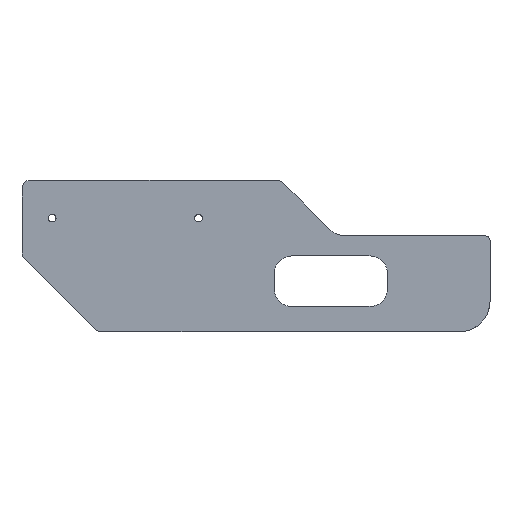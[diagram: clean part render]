
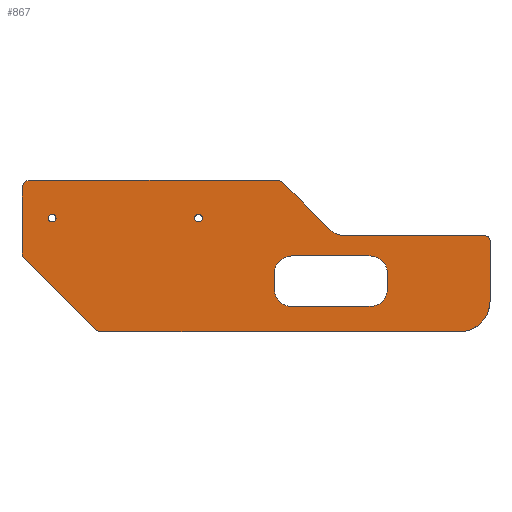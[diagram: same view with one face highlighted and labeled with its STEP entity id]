
A CAD part, top view. The second image highlights one B-rep face of the part: STEP entity #867.
In plain terms, the highlighted planar face has unit normal (0, 0, 1).
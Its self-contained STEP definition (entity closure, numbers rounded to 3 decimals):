
#44=FACE_BOUND('',#159,.T.);
#45=FACE_BOUND('',#160,.T.);
#46=FACE_BOUND('',#161,.T.);
#70=PLANE('',#950);
#109=FACE_OUTER_BOUND('',#158,.T.);
#158=EDGE_LOOP('',(#741,#742,#743,#744,#745,#746,#747,#748,#749,#750,#751,
#752,#753,#754));
#159=EDGE_LOOP('',(#755));
#160=EDGE_LOOP('',(#756));
#161=EDGE_LOOP('',(#757,#758,#759,#760,#761,#762,#763,#764));
#209=LINE('',#1663,#286);
#212=LINE('',#1671,#289);
#216=LINE('',#1685,#293);
#232=LINE('',#1814,#309);
#235=LINE('',#1819,#312);
#236=LINE('',#1823,#313);
#237=LINE('',#1826,#314);
#238=LINE('',#1832,#315);
#239=LINE('',#1836,#316);
#240=LINE('',#1840,#317);
#241=LINE('',#1843,#318);
#286=VECTOR('',#1069,10.);
#289=VECTOR('',#1078,10.);
#293=VECTOR('',#1088,10.);
#309=VECTOR('',#1134,10.);
#312=VECTOR('',#1139,10.);
#313=VECTOR('',#1142,10.);
#314=VECTOR('',#1145,10.);
#315=VECTOR('',#1150,10.);
#316=VECTOR('',#1153,10.);
#317=VECTOR('',#1156,10.);
#318=VECTOR('',#1159,10.);
#337=CIRCLE('',#906,1.5);
#340=CIRCLE('',#911,1.5);
#352=CIRCLE('',#927,3.);
#353=CIRCLE('',#930,3.);
#354=CIRCLE('',#933,3.);
#360=CIRCLE('',#948,2.);
#361=CIRCLE('',#951,8.562);
#362=CIRCLE('',#952,3.);
#363=CIRCLE('',#953,12.);
#364=CIRCLE('',#954,7.);
#365=CIRCLE('',#955,7.);
#366=CIRCLE('',#956,7.);
#367=CIRCLE('',#957,7.);
#380=VERTEX_POINT('',#1254);
#383=VERTEX_POINT('',#1264);
#417=VERTEX_POINT('',#1655);
#418=VERTEX_POINT('',#1657);
#419=VERTEX_POINT('',#1661);
#420=VERTEX_POINT('',#1665);
#421=VERTEX_POINT('',#1669);
#422=VERTEX_POINT('',#1673);
#424=VERTEX_POINT('',#1683);
#437=VERTEX_POINT('',#1807);
#438=VERTEX_POINT('',#1808);
#439=VERTEX_POINT('',#1813);
#440=VERTEX_POINT('',#1818);
#441=VERTEX_POINT('',#1820);
#442=VERTEX_POINT('',#1822);
#443=VERTEX_POINT('',#1824);
#444=VERTEX_POINT('',#1828);
#445=VERTEX_POINT('',#1829);
#446=VERTEX_POINT('',#1831);
#447=VERTEX_POINT('',#1833);
#448=VERTEX_POINT('',#1835);
#449=VERTEX_POINT('',#1837);
#450=VERTEX_POINT('',#1839);
#451=VERTEX_POINT('',#1841);
#465=EDGE_CURVE('',#380,#380,#337,.F.);
#470=EDGE_CURVE('',#383,#383,#340,.F.);
#512=EDGE_CURVE('',#417,#418,#352,.T.);
#515=EDGE_CURVE('',#417,#419,#209,.T.);
#517=EDGE_CURVE('',#420,#419,#353,.T.);
#519=EDGE_CURVE('',#420,#421,#212,.T.);
#521=EDGE_CURVE('',#422,#421,#354,.T.);
#525=EDGE_CURVE('',#422,#424,#216,.T.);
#547=EDGE_CURVE('',#437,#438,#360,.T.);
#550=EDGE_CURVE('',#439,#438,#232,.F.);
#553=EDGE_CURVE('',#437,#440,#235,.T.);
#554=EDGE_CURVE('',#441,#440,#361,.T.);
#555=EDGE_CURVE('',#441,#442,#236,.T.);
#556=EDGE_CURVE('',#443,#442,#362,.T.);
#557=EDGE_CURVE('',#443,#418,#237,.T.);
#558=EDGE_CURVE('',#439,#424,#363,.T.);
#559=EDGE_CURVE('',#444,#445,#364,.T.);
#560=EDGE_CURVE('',#445,#446,#238,.T.);
#561=EDGE_CURVE('',#446,#447,#365,.T.);
#562=EDGE_CURVE('',#447,#448,#239,.T.);
#563=EDGE_CURVE('',#448,#449,#366,.T.);
#564=EDGE_CURVE('',#449,#450,#240,.T.);
#565=EDGE_CURVE('',#450,#451,#367,.T.);
#566=EDGE_CURVE('',#451,#444,#241,.T.);
#741=ORIENTED_EDGE('',*,*,#547,.F.);
#742=ORIENTED_EDGE('',*,*,#553,.T.);
#743=ORIENTED_EDGE('',*,*,#554,.F.);
#744=ORIENTED_EDGE('',*,*,#555,.T.);
#745=ORIENTED_EDGE('',*,*,#556,.F.);
#746=ORIENTED_EDGE('',*,*,#557,.T.);
#747=ORIENTED_EDGE('',*,*,#512,.F.);
#748=ORIENTED_EDGE('',*,*,#515,.T.);
#749=ORIENTED_EDGE('',*,*,#517,.F.);
#750=ORIENTED_EDGE('',*,*,#519,.T.);
#751=ORIENTED_EDGE('',*,*,#521,.F.);
#752=ORIENTED_EDGE('',*,*,#525,.T.);
#753=ORIENTED_EDGE('',*,*,#558,.F.);
#754=ORIENTED_EDGE('',*,*,#550,.T.);
#755=ORIENTED_EDGE('',*,*,#465,.T.);
#756=ORIENTED_EDGE('',*,*,#470,.T.);
#757=ORIENTED_EDGE('',*,*,#559,.T.);
#758=ORIENTED_EDGE('',*,*,#560,.T.);
#759=ORIENTED_EDGE('',*,*,#561,.T.);
#760=ORIENTED_EDGE('',*,*,#562,.T.);
#761=ORIENTED_EDGE('',*,*,#563,.T.);
#762=ORIENTED_EDGE('',*,*,#564,.T.);
#763=ORIENTED_EDGE('',*,*,#565,.T.);
#764=ORIENTED_EDGE('',*,*,#566,.T.);
#867=ADVANCED_FACE('',(#109,#44,#45,#46),#70,.T.);
#906=AXIS2_PLACEMENT_3D('',#1255,#998,#999);
#911=AXIS2_PLACEMENT_3D('',#1265,#1010,#1011);
#927=AXIS2_PLACEMENT_3D('',#1658,#1063,#1064);
#930=AXIS2_PLACEMENT_3D('',#1667,#1073,#1074);
#933=AXIS2_PLACEMENT_3D('',#1675,#1082,#1083);
#948=AXIS2_PLACEMENT_3D('',#1809,#1128,#1129);
#950=AXIS2_PLACEMENT_3D('',#1817,#1137,#1138);
#951=AXIS2_PLACEMENT_3D('',#1821,#1140,#1141);
#952=AXIS2_PLACEMENT_3D('',#1825,#1143,#1144);
#953=AXIS2_PLACEMENT_3D('',#1827,#1146,#1147);
#954=AXIS2_PLACEMENT_3D('',#1830,#1148,#1149);
#955=AXIS2_PLACEMENT_3D('',#1834,#1151,#1152);
#956=AXIS2_PLACEMENT_3D('',#1838,#1154,#1155);
#957=AXIS2_PLACEMENT_3D('',#1842,#1157,#1158);
#998=DIRECTION('center_axis',(0.,0.,1.));
#999=DIRECTION('ref_axis',(1.,0.,0.));
#1010=DIRECTION('center_axis',(0.,0.,1.));
#1011=DIRECTION('ref_axis',(1.,0.,0.));
#1063=DIRECTION('center_axis',(0.,0.,-1.));
#1064=DIRECTION('ref_axis',(-0.707,0.707,0.));
#1069=DIRECTION('',(0.,-1.,0.));
#1073=DIRECTION('center_axis',(0.,0.,-1.));
#1074=DIRECTION('ref_axis',(-0.924,-0.383,0.));
#1078=DIRECTION('',(0.707,-0.707,0.));
#1082=DIRECTION('center_axis',(0.,0.,-1.));
#1083=DIRECTION('ref_axis',(-0.383,-0.924,0.));
#1088=DIRECTION('',(1.,0.,0.));
#1128=DIRECTION('center_axis',(0.,0.,-1.));
#1129=DIRECTION('ref_axis',(0.707,0.707,0.));
#1134=DIRECTION('',(0.,-1.,0.));
#1137=DIRECTION('center_axis',(0.,0.,1.));
#1138=DIRECTION('ref_axis',(1.,0.,0.));
#1139=DIRECTION('',(-1.,0.,0.));
#1140=DIRECTION('center_axis',(0.,0.,1.));
#1141=DIRECTION('ref_axis',(-0.383,-0.924,0.));
#1142=DIRECTION('',(-0.707,0.707,0.));
#1143=DIRECTION('center_axis',(0.,0.,-1.));
#1144=DIRECTION('ref_axis',(0.383,0.924,0.));
#1145=DIRECTION('',(-1.,0.,0.));
#1146=DIRECTION('center_axis',(0.,0.,-1.));
#1147=DIRECTION('ref_axis',(0.707,-0.707,0.));
#1148=DIRECTION('center_axis',(0.,0.,-1.));
#1149=DIRECTION('ref_axis',(1.,0.,0.));
#1150=DIRECTION('',(0.,-1.,0.));
#1151=DIRECTION('center_axis',(0.,0.,-1.));
#1152=DIRECTION('ref_axis',(0.,-1.,0.));
#1153=DIRECTION('',(-1.,0.,0.));
#1154=DIRECTION('center_axis',(0.,0.,-1.));
#1155=DIRECTION('ref_axis',(-1.,0.,0.));
#1156=DIRECTION('',(0.,1.,0.));
#1157=DIRECTION('center_axis',(0.,0.,-1.));
#1158=DIRECTION('ref_axis',(0.,1.,0.));
#1159=DIRECTION('',(1.,0.,0.));
#1254=CARTESIAN_POINT('',(3.99,-36.612,4.));
#1255=CARTESIAN_POINT('Origin',(5.49,-36.612,4.));
#1264=CARTESIAN_POINT('',(61.99,-36.612,4.));
#1265=CARTESIAN_POINT('Origin',(63.49,-36.612,4.));
#1655=CARTESIAN_POINT('',(-6.51,-24.613,4.));
#1657=CARTESIAN_POINT('',(-3.508,-21.613,4.));
#1658=CARTESIAN_POINT('Origin',(-3.51,-24.613,4.));
#1661=CARTESIAN_POINT('',(-6.51,-50.369,4.));
#1663=CARTESIAN_POINT('',(-6.51,-51.612,4.));
#1665=CARTESIAN_POINT('',(-5.631,-52.49,4.));
#1667=CARTESIAN_POINT('Origin',(-3.51,-50.369,4.));
#1669=CARTESIAN_POINT('',(22.612,-80.733,4.));
#1671=CARTESIAN_POINT('',(-6.51,-51.612,4.));
#1673=CARTESIAN_POINT('',(24.733,-81.612,4.));
#1675=CARTESIAN_POINT('Origin',(24.733,-78.612,4.));
#1683=CARTESIAN_POINT('',(167.076,-81.612,4.));
#1685=CARTESIAN_POINT('',(159.49,-81.612,4.));
#1807=CARTESIAN_POINT('',(177.076,-43.612,4.));
#1808=CARTESIAN_POINT('',(179.076,-45.612,4.));
#1809=CARTESIAN_POINT('Origin',(177.076,-45.612,4.));
#1813=CARTESIAN_POINT('',(179.076,-69.612,4.));
#1814=CARTESIAN_POINT('',(179.076,-60.612,4.));
#1817=CARTESIAN_POINT('Origin',(42755.446,-51.612,4.));
#1818=CARTESIAN_POINT('',(121.537,-43.612,4.));
#1819=CARTESIAN_POINT('',(85517.401,-43.612,4.));
#1820=CARTESIAN_POINT('',(115.483,-41.104,4.));
#1821=CARTESIAN_POINT('Origin',(121.537,-35.05,4.));
#1822=CARTESIAN_POINT('',(96.913,-22.535,4.));
#1823=CARTESIAN_POINT('',(117.99,-43.612,4.));
#1824=CARTESIAN_POINT('',(94.793,-21.656,4.));
#1825=CARTESIAN_POINT('Origin',(94.792,-24.656,4.));
#1826=CARTESIAN_POINT('',(96.035,-21.656,4.));
#1827=CARTESIAN_POINT('Origin',(167.076,-69.612,4.));
#1828=CARTESIAN_POINT('',(131.49,-51.612,4.));
#1829=CARTESIAN_POINT('',(138.49,-58.612,4.));
#1830=CARTESIAN_POINT('Origin',(131.49,-58.612,4.));
#1831=CARTESIAN_POINT('',(138.49,-64.612,4.));
#1832=CARTESIAN_POINT('',(138.49,-64.612,4.));
#1833=CARTESIAN_POINT('',(131.49,-71.612,4.));
#1834=CARTESIAN_POINT('Origin',(131.49,-64.612,4.));
#1835=CARTESIAN_POINT('',(100.49,-71.612,4.));
#1836=CARTESIAN_POINT('',(100.49,-71.612,4.));
#1837=CARTESIAN_POINT('',(93.49,-64.612,4.));
#1838=CARTESIAN_POINT('Origin',(100.49,-64.612,4.));
#1839=CARTESIAN_POINT('',(93.49,-58.612,4.));
#1840=CARTESIAN_POINT('',(93.49,-58.612,4.));
#1841=CARTESIAN_POINT('',(100.49,-51.612,4.));
#1842=CARTESIAN_POINT('Origin',(100.49,-58.612,4.));
#1843=CARTESIAN_POINT('',(131.49,-51.612,4.));
